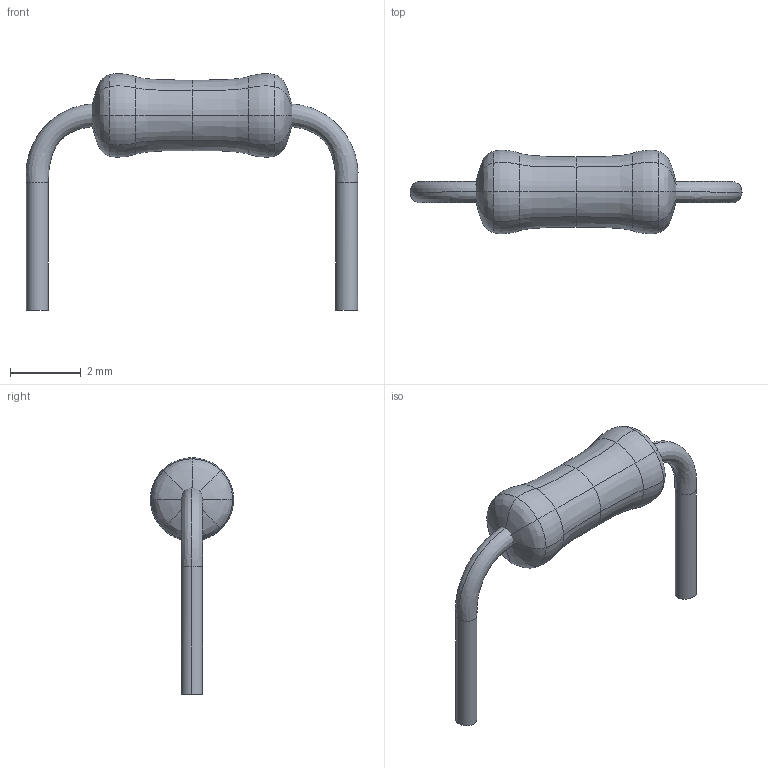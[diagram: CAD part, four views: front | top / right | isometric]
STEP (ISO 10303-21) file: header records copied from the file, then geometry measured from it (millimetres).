
FILE_DESCRIPTION(('FreeCAD Model'),'2;1');
FILE_NAME( 'generic_6.3mm_resistor.step', '2018-10-16T20:25:17',('Author'),(''), 'Open CASCADE STEP processor 7.2','FreeCAD','Unknown');
FILE_SCHEMA(('AUTOMOTIVE_DESIGN_CC2 { 1 2 10303 214 -1 1 5 4 }'));
Length unit declared in the file: millimetre
Products named in the file (3): 6.3mm_leg2; 6.3mm_body; 6.3mm_leg1
Bounding box: 9.41 x 2.37 x 6.71 mm (x, y, z)
Volume: 23.3 mm3; surface area: 69.2 mm2
Topology: 3 solids, 3 shells, 60 faces, 124 edges, 54 vertices
Faces by surface type: bspline 56, plane 4
Entity records: 2878 total; most frequent: CARTESIAN_POINT 1939, ORIENTED_EDGE 216, EDGE_CURVE 108, DIRECTION 94, B_SPLINE_CURVE_WITH_KNOTS 64, ADVANCED_FACE 60, FACE_BOUND 60, EDGE_LOOP 60
